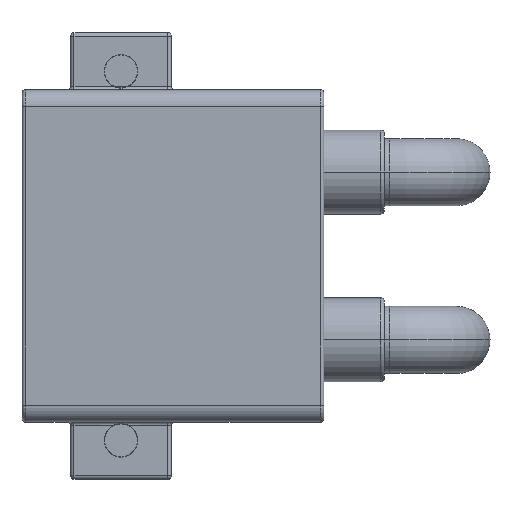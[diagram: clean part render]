
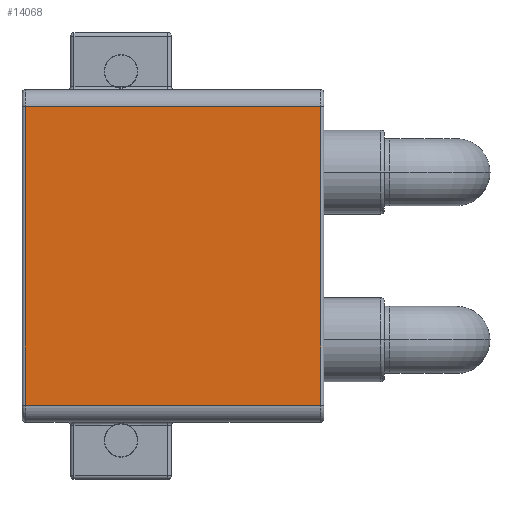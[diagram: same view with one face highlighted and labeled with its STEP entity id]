
A CAD part, top view. The second image highlights one B-rep face of the part: STEP entity #14068.
In plain terms, the highlighted planar face has unit normal (0, 0, 1).
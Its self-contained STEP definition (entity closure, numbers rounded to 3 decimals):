
#185 = FACE_OUTER_BOUND ( 'NONE', #9077, .T. ) ;
#260 = DIRECTION ( 'NONE',  ( -1., 0., 0. ) ) ;
#575 = VECTOR ( 'NONE', #2979, 1000. ) ;
#1203 = LINE ( 'NONE', #13472, #3928 ) ;
#1554 = EDGE_CURVE ( 'NONE', #9131, #5791, #1203, .T. ) ;
#2414 = ORIENTED_EDGE ( 'NONE', *, *, #11438, .T. ) ;
#2979 = DIRECTION ( 'NONE',  ( -1., 0., 0. ) ) ;
#3928 = VECTOR ( 'NONE', #9115, 1000. ) ;
#3998 = ORIENTED_EDGE ( 'NONE', *, *, #1554, .T. ) ;
#4516 = CARTESIAN_POINT ( 'NONE',  ( -4.4, -4.45, 5. ) ) ;
#4827 = CARTESIAN_POINT ( 'NONE',  ( 0., -4.45, 5. ) ) ;
#4864 = EDGE_CURVE ( 'NONE', #10575, #9131, #12471, .T. ) ;
#5320 = AXIS2_PLACEMENT_3D ( 'NONE', #13320, #10065, #260 ) ;
#5699 = DIRECTION ( 'NONE',  ( 1., 0., 0. ) ) ;
#5791 = VERTEX_POINT ( 'NONE', #10005 ) ;
#6125 = VERTEX_POINT ( 'NONE', #8744 ) ;
#6438 = LINE ( 'NONE', #14180, #12151 ) ;
#7603 = LINE ( 'NONE', #12442, #575 ) ;
#7849 = CARTESIAN_POINT ( 'NONE',  ( 4.4, -4.45, 5. ) ) ;
#7917 = ORIENTED_EDGE ( 'NONE', *, *, #4864, .T. ) ;
#8488 = VECTOR ( 'NONE', #5699, 1000. ) ;
#8744 = CARTESIAN_POINT ( 'NONE',  ( -4.4, 4.45, 5. ) ) ;
#8750 = ORIENTED_EDGE ( 'NONE', *, *, #9466, .T. ) ;
#9077 = EDGE_LOOP ( 'NONE', ( #3998, #8750, #2414, #7917 ) ) ;
#9115 = DIRECTION ( 'NONE',  ( 0., 1., 0. ) ) ;
#9131 = VERTEX_POINT ( 'NONE', #7849 ) ;
#9466 = EDGE_CURVE ( 'NONE', #5791, #6125, #7603, .T. ) ;
#10005 = CARTESIAN_POINT ( 'NONE',  ( 4.4, 4.45, 5. ) ) ;
#10065 = DIRECTION ( 'NONE',  ( 0., 0., -1. ) ) ;
#10575 = VERTEX_POINT ( 'NONE', #4516 ) ;
#10866 = DIRECTION ( 'NONE',  ( 0., -1., 0. ) ) ;
#11438 = EDGE_CURVE ( 'NONE', #6125, #10575, #6438, .T. ) ;
#12151 = VECTOR ( 'NONE', #10866, 1000. ) ;
#12376 = PLANE ( 'NONE',  #5320 ) ;
#12442 = CARTESIAN_POINT ( 'NONE',  ( 0., 4.45, 5. ) ) ;
#12471 = LINE ( 'NONE', #4827, #8488 ) ;
#13320 = CARTESIAN_POINT ( 'NONE',  ( 0., 0., 5. ) ) ;
#13472 = CARTESIAN_POINT ( 'NONE',  ( 4.4, 0., 5. ) ) ;
#14068 = ADVANCED_FACE ( 'NONE', ( #185 ), #12376, .F. ) ;
#14180 = CARTESIAN_POINT ( 'NONE',  ( -4.4, 0., 5. ) ) ;
